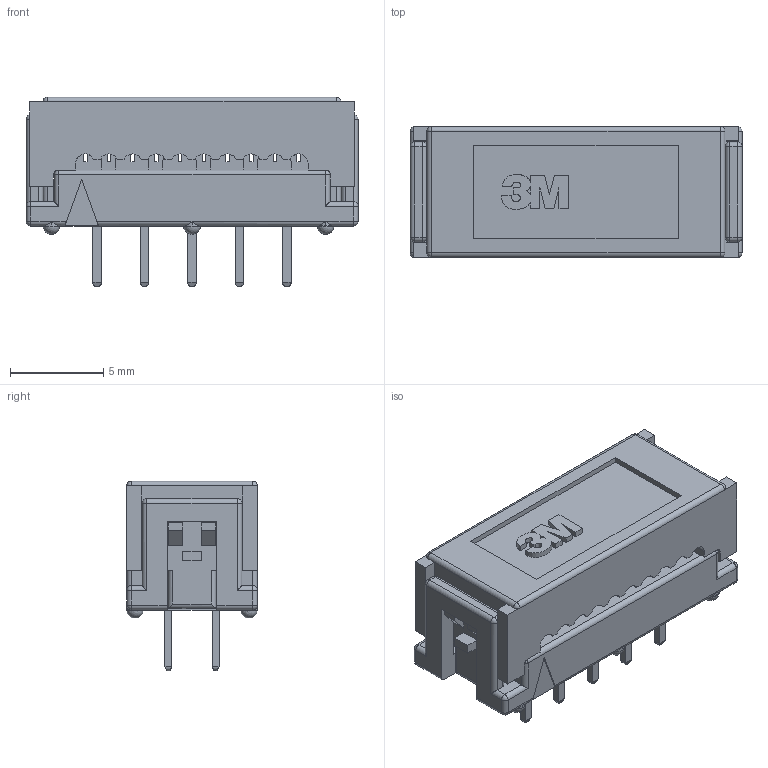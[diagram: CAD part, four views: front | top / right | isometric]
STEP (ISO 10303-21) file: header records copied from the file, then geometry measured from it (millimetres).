
FILE_DESCRIPTION(('STEP AP203'),'1');
FILE_NAME('70429812.stp','2019-01-07T10:09:29',('TraceParts'),('TraceParts S.A.'),'Spatial InterOp 3D',' ',' ');
FILE_SCHEMA(('CONFIG_CONTROL_DESIGN'));
Length unit declared in the file: millimetre
Products named in the file (1): 1
Bounding box: 17.77 x 7 x 10.14 mm (x, y, z)
Volume: 737.3 mm3; surface area: 1007.6 mm2
Topology: 1 solids, 1 shells, 446 faces, 1273 edges, 774 vertices
Faces by surface type: plane 312, cylinder 98, sphere 32, extrusion 4
Entity records: 14535 total; most frequent: CARTESIAN_POINT 3002, ORIENTED_EDGE 2470, DIRECTION 2313, EDGE_CURVE 1235, VECTOR 919, LINE 915, VERTEX_POINT 774, AXIS2_PLACEMENT_3D 697
